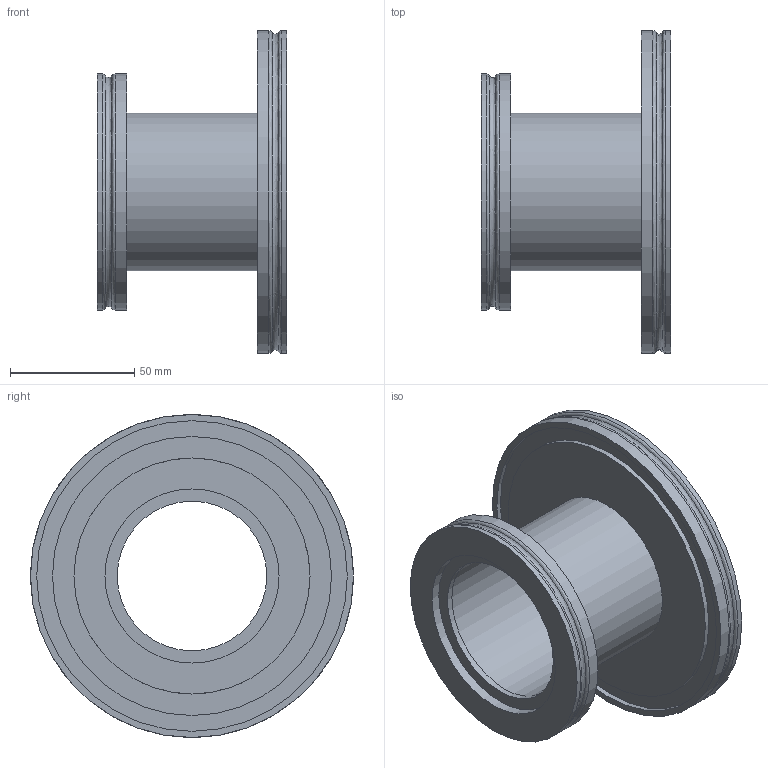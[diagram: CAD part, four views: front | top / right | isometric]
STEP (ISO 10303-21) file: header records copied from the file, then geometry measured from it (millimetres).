
FILE_DESCRIPTION (( 'STEP AP214' ), '1' );
FILE_NAME ('RD1ISOK10063 FULLVAC.STEP', '2019-11-19T15:39:39', ( '' ), ( '' ), 'SwSTEP 2.0', 'SolidWorks 2017', '' );
FILE_SCHEMA (( 'AUTOMOTIVE_DESIGN' ));
Length unit declared in the file: millimetre
Products named in the file (4): 3^RD1ISOK10063 FULLVAC; RD1ISOK10063 FULLVAC; 2^RD1ISOK10063 FULLVAC; 1^RD1ISOK10063 FULLVAC
Assembly tree (3 placements, depth 2):
  RD1ISOK10063 FULLVAC
    1^RD1ISOK10063 FULLVAC
    2^RD1ISOK10063 FULLVAC
    3^RD1ISOK10063 FULLVAC
Bounding box: 76.2 x 130 x 130 mm (x, y, z)
Volume: 155840.9 mm3; surface area: 72005.8 mm2
Topology: 3 solids, 3 shells, 40 faces, 74 edges, 48 vertices
Faces by surface type: cylinder 16, plane 14, bspline 8, cone 2
Full cylindrical faces by diameter (mm): 60.2 x3, 63.5 x2, 63.8 x1, 70.1 x1, 77.2 x1, 89.9 x1, 95 x2, 102.7 x1, 112.3 x1, 125 x1, 130 x2
Entity records: 2097 total; most frequent: CARTESIAN_POINT 852, DIRECTION 152, ORIENTED_EDGE 80, EDGE_LOOP 80, AXIS2_PLACEMENT_3D 76, FACE_OUTER_BOUND 64, UNCERTAINTY_MEASURE_WITH_UNIT 50, PRESENTATION_STYLE_ASSIGNMENT 46
